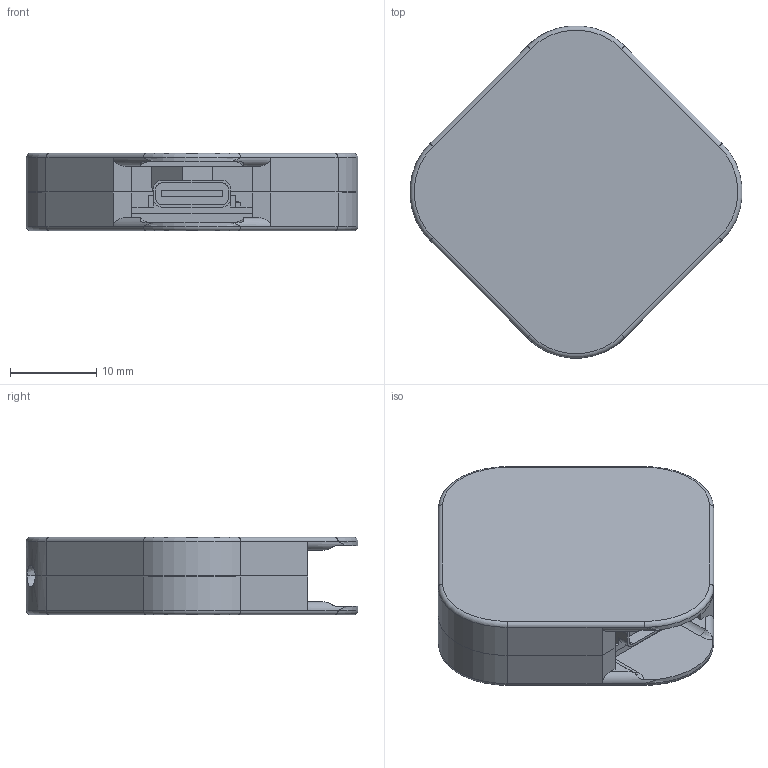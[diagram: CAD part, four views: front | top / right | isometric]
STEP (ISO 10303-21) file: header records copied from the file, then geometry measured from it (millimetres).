
FILE_DESCRIPTION(/* description */ (''),/* implementation_level */ '2;1');
FILE_NAME(/* name */ 'case v12.step',/* time_stamp */ '2025-05-03T11:47:02+02:00',/* author */ (''),/* organization */ (''),/* preprocessor_version */ 'ST-DEVELOPER v20.1',/* originating_system */ 'Autodesk Translation Framework v14.4.0.0',/* authorisation */ '');
FILE_SCHEMA (('AUTOMOTIVE_DESIGN { 1 0 10303 214 3 1 1 }'));
Length unit declared in the file: millimetre
Products named in the file (2): case; ESP32-C3 SuperMini v1
Assembly tree (1 placements, depth 2):
  case
    ESP32-C3 SuperMini v1
Bounding box: 38.57 x 38.58 x 9 mm (x, y, z)
Volume: 5993.9 mm3; surface area: 6620.7 mm2
Topology: 3 solids, 3 shells, 401 faces, 1084 edges, 700 vertices
Faces by surface type: plane 277, cylinder 106, torus 8, bspline 8, cone 2
Full cylindrical faces by diameter (mm): 1.1 x16, 1.7 x2, 3.3 x2, 4.5 x2
Entity records: 13425 total; most frequent: CARTESIAN_POINT 2848, ORIENTED_EDGE 2168, DIRECTION 2074, EDGE_CURVE 1084, LINE 834, VECTOR 834, VERTEX_POINT 700, AXIS2_PLACEMENT_3D 620
